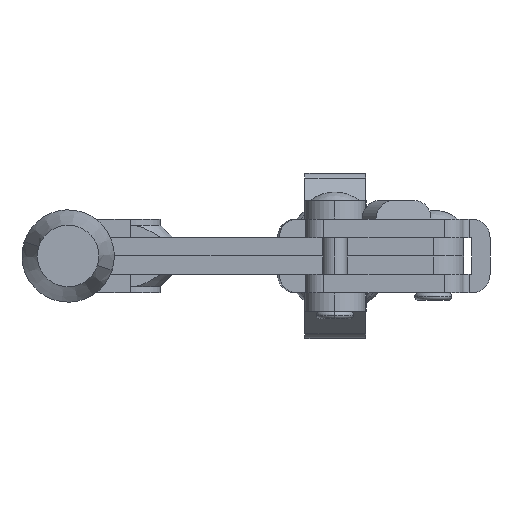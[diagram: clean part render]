
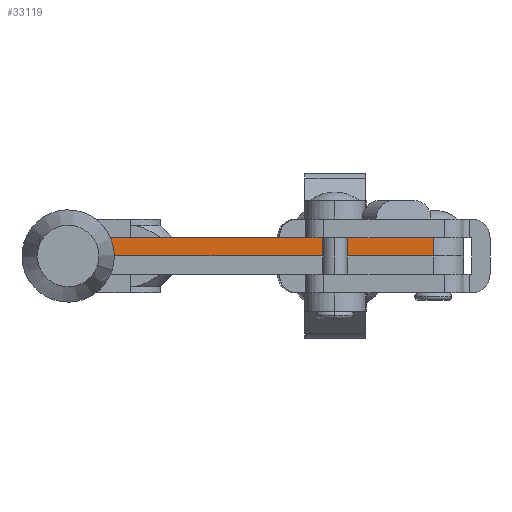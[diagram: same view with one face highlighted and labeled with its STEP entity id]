
A CAD part, front view. The second image highlights one B-rep face of the part: STEP entity #33119.
In plain terms, the highlighted planar face has unit normal (0, -1, 0).
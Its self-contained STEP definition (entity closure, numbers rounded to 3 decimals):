
#145 = LINE ( 'NONE', #30148, #27242 ) ;
#845 = CARTESIAN_POINT ( 'NONE',  ( -55.3, -4.9, 3. ) ) ;
#931 = CARTESIAN_POINT ( 'NONE',  ( 0., -4.9, 6. ) ) ;
#1038 = DIRECTION ( 'NONE',  ( 0., 0., 1. ) ) ;
#1794 = CARTESIAN_POINT ( 'NONE',  ( 0., -4.9, 3. ) ) ;
#2446 = EDGE_LOOP ( 'NONE', ( #15958, #10226, #33376, #10083 ) ) ;
#4398 = PLANE ( 'NONE',  #24529 ) ;
#6695 = VECTOR ( 'NONE', #27559, 1000. ) ;
#9664 = DIRECTION ( 'NONE',  ( 0., 0., -1. ) ) ;
#10083 = ORIENTED_EDGE ( 'NONE', *, *, #23138, .T. ) ;
#10226 = ORIENTED_EDGE ( 'NONE', *, *, #26410, .F. ) ;
#10318 = VERTEX_POINT ( 'NONE', #15626 ) ;
#11330 = LINE ( 'NONE', #16123, #32305 ) ;
#12350 = EDGE_CURVE ( 'NONE', #31704, #23451, #145, .T. ) ;
#15626 = CARTESIAN_POINT ( 'NONE',  ( -55.3, -4.9, 6. ) ) ;
#15958 = ORIENTED_EDGE ( 'NONE', *, *, #25228, .F. ) ;
#16123 = CARTESIAN_POINT ( 'NONE',  ( 0., -4.9, 3. ) ) ;
#17034 = DIRECTION ( 'NONE',  ( 1., 0., 0. ) ) ;
#22757 = CARTESIAN_POINT ( 'NONE',  ( 0., -4.9, 3. ) ) ;
#23138 = EDGE_CURVE ( 'NONE', #23451, #25733, #11330, .T. ) ;
#23451 = VERTEX_POINT ( 'NONE', #1794 ) ;
#24529 = AXIS2_PLACEMENT_3D ( 'NONE', #22757, #25389, #9664 ) ;
#24912 = CARTESIAN_POINT ( 'NONE',  ( 0., -4.9, 6. ) ) ;
#25228 = EDGE_CURVE ( 'NONE', #10318, #25733, #33010, .T. ) ;
#25389 = DIRECTION ( 'NONE',  ( 0., 1., 0. ) ) ;
#25560 = LINE ( 'NONE', #32487, #32571 ) ;
#25733 = VERTEX_POINT ( 'NONE', #931 ) ;
#26059 = FACE_OUTER_BOUND ( 'NONE', #2446, .T. ) ;
#26410 = EDGE_CURVE ( 'NONE', #31704, #10318, #25560, .T. ) ;
#27242 = VECTOR ( 'NONE', #17034, 1000. ) ;
#27559 = DIRECTION ( 'NONE',  ( 1., 0., 0. ) ) ;
#30148 = CARTESIAN_POINT ( 'NONE',  ( 0., -4.9, 3. ) ) ;
#31704 = VERTEX_POINT ( 'NONE', #845 ) ;
#31880 = DIRECTION ( 'NONE',  ( 0., 0., 1. ) ) ;
#32305 = VECTOR ( 'NONE', #31880, 1000. ) ;
#32487 = CARTESIAN_POINT ( 'NONE',  ( -55.3, -4.9, 3. ) ) ;
#32571 = VECTOR ( 'NONE', #1038, 1000. ) ;
#33010 = LINE ( 'NONE', #24912, #6695 ) ;
#33119 = ADVANCED_FACE ( 'NONE', ( #26059 ), #4398, .F. ) ;
#33376 = ORIENTED_EDGE ( 'NONE', *, *, #12350, .T. ) ;
